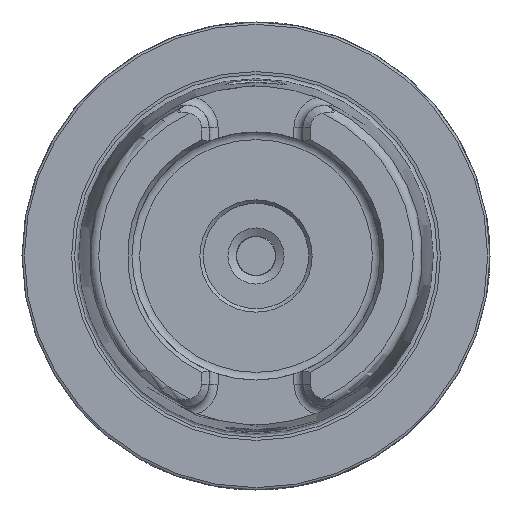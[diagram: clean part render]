
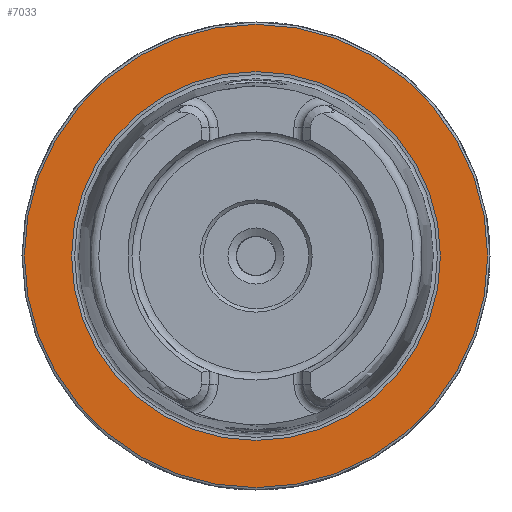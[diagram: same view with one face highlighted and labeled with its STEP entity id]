
A CAD part, left-side view. The second image highlights one B-rep face of the part: STEP entity #7033.
In plain terms, the highlighted planar face has unit normal (-1, 0, 0).
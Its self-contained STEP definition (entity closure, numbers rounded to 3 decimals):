
#12 = VERTEX_POINT ( 'NONE', #6717 ) ;
#163 = DIRECTION ( 'NONE',  ( 0., 0., 1. ) ) ;
#324 = EDGE_LOOP ( 'NONE', ( #2852 ) ) ;
#770 = EDGE_CURVE ( 'NONE', #8324, #8324, #6214, .T. ) ;
#2184 = FACE_OUTER_BOUND ( 'NONE', #324, .T. ) ;
#2543 = CIRCLE ( 'NONE', #6880, 39.405 ) ;
#2674 = CARTESIAN_POINT ( 'NONE',  ( 0., 0., 0. ) ) ;
#2852 = ORIENTED_EDGE ( 'NONE', *, *, #770, .T. ) ;
#2992 = DIRECTION ( 'NONE',  ( 0., 0., -1. ) ) ;
#3093 = FACE_BOUND ( 'NONE', #5474, .T. ) ;
#3407 = DIRECTION ( 'NONE',  ( -1., 0., 0. ) ) ;
#3433 = AXIS2_PLACEMENT_3D ( 'NONE', #2674, #3407, #5091 ) ;
#4553 = DIRECTION ( 'NONE',  ( -1., 0., 0. ) ) ;
#5091 = DIRECTION ( 'NONE',  ( 0., 0., 1. ) ) ;
#5474 = EDGE_LOOP ( 'NONE', ( #7554 ) ) ;
#5804 = PLANE ( 'NONE',  #9194 ) ;
#6214 = CIRCLE ( 'NONE', #3433, 49.5 ) ;
#6672 = EDGE_CURVE ( 'NONE', #12, #12, #2543, .T. ) ;
#6717 = CARTESIAN_POINT ( 'NONE',  ( 0., 0., 39.405 ) ) ;
#6880 = AXIS2_PLACEMENT_3D ( 'NONE', #9063, #4553, #163 ) ;
#7033 = ADVANCED_FACE ( 'NONE', ( #3093, #2184 ), #5804, .F. ) ;
#7293 = CARTESIAN_POINT ( 'NONE',  ( 0., 0., 49.5 ) ) ;
#7412 = CARTESIAN_POINT ( 'NONE',  ( 0., 49.5, 0. ) ) ;
#7554 = ORIENTED_EDGE ( 'NONE', *, *, #6672, .F. ) ;
#8202 = DIRECTION ( 'NONE',  ( 1., 0., 0. ) ) ;
#8324 = VERTEX_POINT ( 'NONE', #7293 ) ;
#9063 = CARTESIAN_POINT ( 'NONE',  ( 0., 0., 0. ) ) ;
#9194 = AXIS2_PLACEMENT_3D ( 'NONE', #7412, #8202, #2992 ) ;
